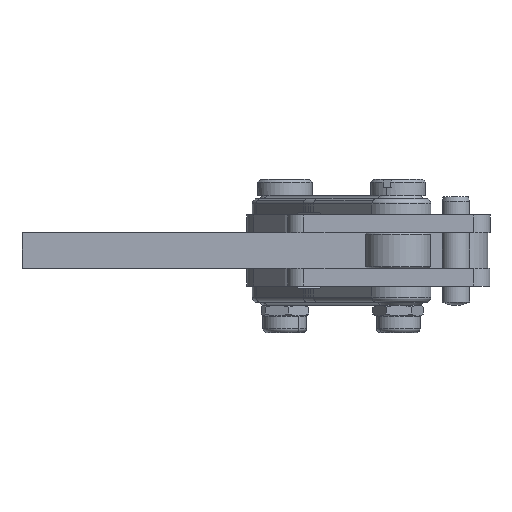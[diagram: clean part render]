
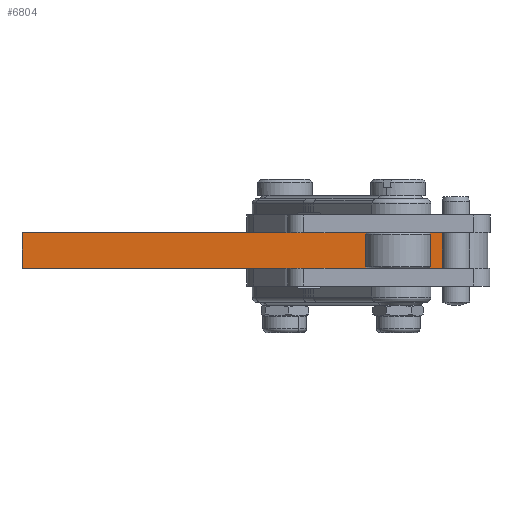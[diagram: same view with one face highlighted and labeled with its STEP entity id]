
A CAD part, front view. The second image highlights one B-rep face of the part: STEP entity #6804.
In plain terms, the highlighted planar face has unit normal (0.008, -1, 0).
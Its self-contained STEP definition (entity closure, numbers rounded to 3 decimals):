
#5686=CARTESIAN_POINT('',(70.703,-10.811,-53.454));
#5687=VERTEX_POINT('',#5686);
#5917=CARTESIAN_POINT('',(66.353,-10.844,-53.454));
#5918=VERTEX_POINT('',#5917);
#5919=CARTESIAN_POINT('',(66.353,-10.844,-53.454));
#5920=DIRECTION('',(1.,0.008,0.0));
#5921=VECTOR('',#5920,4.35);
#5922=LINE('',#5919,#5921);
#5923=EDGE_CURVE('',#5918,#5687,#5922,.T.);
#5943=CARTESIAN_POINT('',(59.703,-10.895,-53.454));
#5944=VERTEX_POINT('',#5943);
#5951=CARTESIAN_POINT('',(11.704,-11.258,-53.454));
#5952=VERTEX_POINT('',#5951);
#5953=CARTESIAN_POINT('',(11.704,-11.258,-53.454));
#5954=DIRECTION('',(1.,0.008,0.));
#5955=VECTOR('',#5954,48.);
#5956=LINE('',#5953,#5955);
#5957=EDGE_CURVE('',#5952,#5944,#5956,.T.);
#6335=CARTESIAN_POINT('',(70.703,-10.811,-46.954));
#6336=VERTEX_POINT('',#6335);
#6454=CARTESIAN_POINT('',(11.704,-11.258,-46.954));
#6455=VERTEX_POINT('',#6454);
#6462=CARTESIAN_POINT('',(59.703,-10.895,-46.954));
#6463=VERTEX_POINT('',#6462);
#6464=CARTESIAN_POINT('',(59.703,-10.895,-46.954));
#6465=DIRECTION('',(-1.,-0.008,0.));
#6466=VECTOR('',#6465,48.);
#6467=LINE('',#6464,#6466);
#6468=EDGE_CURVE('',#6463,#6455,#6467,.T.);
#6487=CARTESIAN_POINT('',(66.353,-10.844,-46.954));
#6488=VERTEX_POINT('',#6487);
#6496=CARTESIAN_POINT('',(70.703,-10.811,-46.954));
#6497=DIRECTION('',(-1.,-0.008,0.));
#6498=VECTOR('',#6497,4.35);
#6499=LINE('',#6496,#6498);
#6500=EDGE_CURVE('',#6336,#6488,#6499,.T.);
#6725=CARTESIAN_POINT('',(74.883,-10.78,-53.454));
#6726=VERTEX_POINT('',#6725);
#6734=CARTESIAN_POINT('',(70.703,-10.811,-53.454));
#6735=DIRECTION('',(1.,0.008,0.0));
#6736=VECTOR('',#6735,4.18);
#6737=LINE('',#6734,#6736);
#6738=EDGE_CURVE('',#5687,#6726,#6737,.T.);
#6744=CARTESIAN_POINT('',(96.702,-10.614,-53.454));
#6745=DIRECTION('',(0.008,-1.,0.));
#6746=DIRECTION('',(0.0,0.0,-1.0));
#6747=AXIS2_PLACEMENT_3D('',#6744,#6745,#6746);
#6748=PLANE('',#6747);
#6749=CARTESIAN_POINT('',(89.702,-10.667,-46.954));
#6750=VERTEX_POINT('',#6749);
#6751=CARTESIAN_POINT('',(89.702,-10.667,-53.454));
#6752=VERTEX_POINT('',#6751);
#6753=CARTESIAN_POINT('',(89.702,-10.667,-46.954));
#6754=DIRECTION('',(0.0,0.0,-1.0));
#6755=VECTOR('',#6754,6.5);
#6756=LINE('',#6753,#6755);
#6757=EDGE_CURVE('',#6750,#6752,#6756,.T.);
#6758=ORIENTED_EDGE('',*,*,#6757,.F.);
#6759=CARTESIAN_POINT('',(74.883,-10.78,-46.954));
#6760=VERTEX_POINT('',#6759);
#6761=CARTESIAN_POINT('',(74.883,-10.78,-46.954));
#6762=DIRECTION('',(1.,0.008,0.));
#6763=VECTOR('',#6762,14.82);
#6764=LINE('',#6761,#6763);
#6765=EDGE_CURVE('',#6760,#6750,#6764,.T.);
#6766=ORIENTED_EDGE('',*,*,#6765,.F.);
#6767=CARTESIAN_POINT('',(74.883,-10.78,-46.954));
#6768=DIRECTION('',(-1.,-0.008,0.));
#6769=VECTOR('',#6768,4.18);
#6770=LINE('',#6767,#6769);
#6771=EDGE_CURVE('',#6760,#6336,#6770,.T.);
#6772=ORIENTED_EDGE('',*,*,#6771,.T.);
#6773=ORIENTED_EDGE('',*,*,#6500,.T.);
#6774=CARTESIAN_POINT('',(59.703,-10.895,-46.954));
#6775=DIRECTION('',(1.,0.008,0.));
#6776=VECTOR('',#6775,6.65);
#6777=LINE('',#6774,#6776);
#6778=EDGE_CURVE('',#6463,#6488,#6777,.T.);
#6779=ORIENTED_EDGE('',*,*,#6778,.F.);
#6780=ORIENTED_EDGE('',*,*,#6468,.T.);
#6781=CARTESIAN_POINT('',(11.704,-11.258,-53.454));
#6782=DIRECTION('',(0.0,0.0,1.0));
#6783=VECTOR('',#6782,6.5);
#6784=LINE('',#6781,#6783);
#6785=EDGE_CURVE('',#5952,#6455,#6784,.T.);
#6786=ORIENTED_EDGE('',*,*,#6785,.F.);
#6787=ORIENTED_EDGE('',*,*,#5957,.T.);
#6788=CARTESIAN_POINT('',(66.353,-10.844,-53.454));
#6789=DIRECTION('',(-1.,-0.008,0.0));
#6790=VECTOR('',#6789,6.65);
#6791=LINE('',#6788,#6790);
#6792=EDGE_CURVE('',#5918,#5944,#6791,.T.);
#6793=ORIENTED_EDGE('',*,*,#6792,.F.);
#6794=ORIENTED_EDGE('',*,*,#5923,.T.);
#6795=ORIENTED_EDGE('',*,*,#6738,.T.);
#6796=CARTESIAN_POINT('',(89.702,-10.667,-53.454));
#6797=DIRECTION('',(-1.,-0.008,0.0));
#6798=VECTOR('',#6797,14.82);
#6799=LINE('',#6796,#6798);
#6800=EDGE_CURVE('',#6752,#6726,#6799,.T.);
#6801=ORIENTED_EDGE('',*,*,#6800,.F.);
#6802=EDGE_LOOP('',(#6758,#6766,#6772,#6773,#6779,#6780,#6786,#6787,#6793,#6794,#6795,#6801));
#6803=FACE_OUTER_BOUND('',#6802,.T.);
#6804=ADVANCED_FACE('',(#6803),#6748,.T.);
